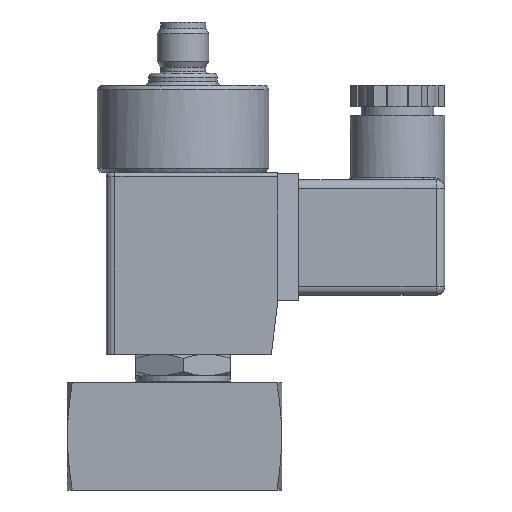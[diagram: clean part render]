
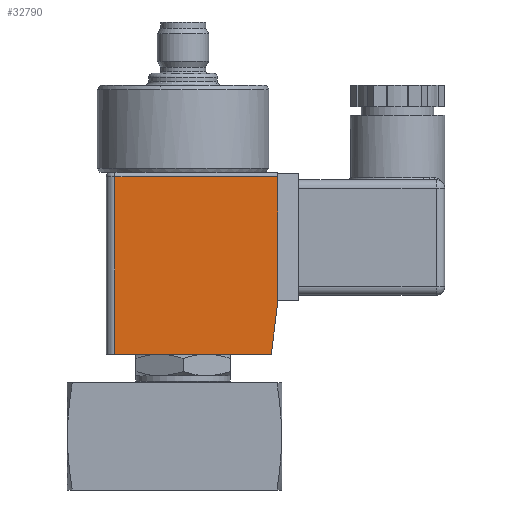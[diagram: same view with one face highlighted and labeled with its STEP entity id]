
A CAD part, front view. The second image highlights one B-rep face of the part: STEP entity #32790.
In plain terms, the highlighted planar face has unit normal (0, -1, 0).
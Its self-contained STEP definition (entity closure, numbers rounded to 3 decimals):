
#2134=FACE_OUTER_BOUND('',#3969,.T.);
#3969=EDGE_LOOP('',(#24591,#24592,#24593,#24594,#24595));
#6651=LINE('',#50594,#9871);
#6669=LINE('',#50653,#9889);
#6670=LINE('',#50656,#9890);
#6671=LINE('',#50658,#9891);
#6672=LINE('',#50659,#9892);
#9871=VECTOR('',#38518,36.479);
#9889=VECTOR('',#38574,12.592);
#9890=VECTOR('',#38577,28.9);
#9891=VECTOR('',#38578,38.);
#9892=VECTOR('',#38579,41.4);
#13962=VERTEX_POINT('',#50591);
#13963=VERTEX_POINT('',#50593);
#13985=VERTEX_POINT('',#50651);
#13986=VERTEX_POINT('',#50655);
#13987=VERTEX_POINT('',#50657);
#17747=EDGE_CURVE('',#13963,#13962,#6651,.T.);
#17778=EDGE_CURVE('',#13962,#13985,#6669,.T.);
#17779=EDGE_CURVE('',#13985,#13986,#6670,.T.);
#17780=EDGE_CURVE('',#13987,#13986,#6671,.T.);
#17781=EDGE_CURVE('',#13963,#13987,#6672,.T.);
#24591=ORIENTED_EDGE('',*,*,#17778,.T.);
#24592=ORIENTED_EDGE('',*,*,#17779,.T.);
#24593=ORIENTED_EDGE('',*,*,#17780,.F.);
#24594=ORIENTED_EDGE('',*,*,#17781,.F.);
#24595=ORIENTED_EDGE('',*,*,#17747,.T.);
#29597=PLANE('',#34511);
#32790=ADVANCED_FACE('',(#2134),#29597,.T.);
#34511=AXIS2_PLACEMENT_3D('',#50654,#38575,#38576);
#38518=DIRECTION('',(1.,0.,0.));
#38574=DIRECTION('',(0.121,0.,0.993));
#38575=DIRECTION('center_axis',(0.,-1.,0.));
#38576=DIRECTION('ref_axis',(0.,0.,1.));
#38577=DIRECTION('',(0.,0.,1.));
#38578=DIRECTION('',(1.,0.,0.));
#38579=DIRECTION('',(0.,0.,1.));
#50591=CARTESIAN_POINT('',(47.579,-5.5,31.673));
#50593=CARTESIAN_POINT('',(11.1,-5.5,31.673));
#50594=CARTESIAN_POINT('',(9.1,-5.5,31.673));
#50651=CARTESIAN_POINT('',(49.1,-5.5,44.173));
#50653=CARTESIAN_POINT('',(48.35,-5.5,38.014));
#50654=CARTESIAN_POINT('Origin',(49.1,-5.5,31.673));
#50655=CARTESIAN_POINT('',(49.1,-5.5,73.073));
#50656=CARTESIAN_POINT('',(49.1,-5.5,31.673));
#50657=CARTESIAN_POINT('',(11.1,-5.5,73.073));
#50658=CARTESIAN_POINT('',(39.1,-5.5,73.073));
#50659=CARTESIAN_POINT('',(11.1,-5.5,31.673));
